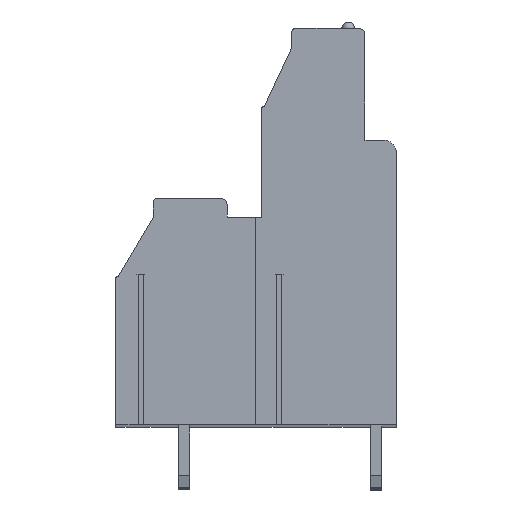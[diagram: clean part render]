
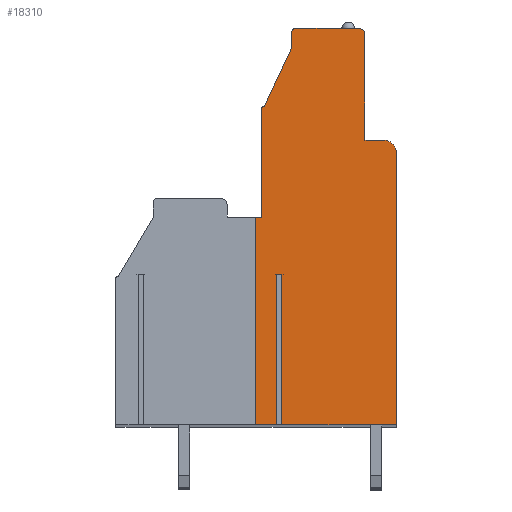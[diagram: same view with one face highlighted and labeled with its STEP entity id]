
A CAD part, top view. The second image highlights one B-rep face of the part: STEP entity #18310.
In plain terms, the highlighted planar face has unit normal (0, 0, 1).
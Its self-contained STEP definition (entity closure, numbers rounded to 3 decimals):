
#13=DIRECTION('',(0.,-1.,0.));
#14=VECTOR('',#13,8.6);
#15=CARTESIAN_POINT('',(-5.15,8.6,93.98));
#16=LINE('',#15,#14);
#17=CARTESIAN_POINT('',(-4.95,8.6,93.98));
#18=DIRECTION('',(0.,0.,1.));
#19=DIRECTION('',(0.,1.,0.));
#20=AXIS2_PLACEMENT_3D('',#17,#18,#19);
#22=DIRECTION('',(-0.424,-0.906,0.));
#23=VECTOR('',#22,5.189);
#24=CARTESIAN_POINT('',(-2.75,13.5,93.98));
#25=LINE('',#24,#23);
#26=DIRECTION('',(0.,-1.,0.));
#27=VECTOR('',#26,1.2);
#28=CARTESIAN_POINT('',(-2.75,14.7,93.98));
#29=LINE('',#28,#27);
#30=CARTESIAN_POINT('',(-2.45,14.7,93.98));
#31=DIRECTION('',(0.,0.,1.));
#32=DIRECTION('',(0.,1.,0.));
#33=AXIS2_PLACEMENT_3D('',#30,#31,#32);
#35=DIRECTION('',(-1.,0.,0.));
#36=VECTOR('',#35,5.);
#37=CARTESIAN_POINT('',(2.55,15.,93.98));
#38=LINE('',#37,#36);
#39=CARTESIAN_POINT('',(2.55,14.5,93.98));
#40=DIRECTION('',(0.,0.,1.));
#41=DIRECTION('',(1.,0.,0.));
#42=AXIS2_PLACEMENT_3D('',#39,#40,#41);
#44=DIRECTION('',(0.,1.,0.));
#45=VECTOR('',#44,8.4);
#46=CARTESIAN_POINT('',(3.05,6.1,93.98));
#47=LINE('',#46,#45);
#48=DIRECTION('',(-1.,0.,0.));
#49=VECTOR('',#48,1.5);
#50=CARTESIAN_POINT('',(4.55,6.1,93.98));
#51=LINE('',#50,#49);
#52=CARTESIAN_POINT('',(4.55,5.1,93.98));
#53=DIRECTION('',(0.,0.,1.));
#54=DIRECTION('',(1.,0.,0.));
#55=AXIS2_PLACEMENT_3D('',#52,#53,#54);
#57=DIRECTION('',(0.,1.,0.));
#58=VECTOR('',#57,21.6);
#59=CARTESIAN_POINT('',(5.55,-16.5,93.98));
#60=LINE('',#59,#58);
#61=DIRECTION('',(0.,1.,0.));
#62=VECTOR('',#61,11.95);
#63=CARTESIAN_POINT('',(-3.56,-16.5,93.98));
#64=LINE('',#63,#62);
#65=DIRECTION('',(-1.,0.,0.));
#66=VECTOR('',#65,0.38);
#67=CARTESIAN_POINT('',(-3.56,-4.55,93.98));
#68=LINE('',#67,#66);
#69=DIRECTION('',(0.,1.,0.));
#70=VECTOR('',#69,11.95);
#71=CARTESIAN_POINT('',(-3.94,-16.5,93.98));
#72=LINE('',#71,#70);
#77=DIRECTION('',(0.,-1.,0.));
#78=VECTOR('',#77,16.5);
#79=CARTESIAN_POINT('',(-5.65,0.,93.98));
#80=LINE('',#79,#78);
#174=DIRECTION('',(1.,0.,0.));
#175=VECTOR('',#174,1.71);
#176=CARTESIAN_POINT('',(-5.65,-16.5,93.98));
#177=LINE('',#176,#175);
#200=DIRECTION('',(1.,0.,0.));
#201=VECTOR('',#200,9.11);
#202=CARTESIAN_POINT('',(-3.56,-16.5,93.98));
#203=LINE('',#202,#201);
#1450=DIRECTION('',(-1.,0.,0.));
#1451=VECTOR('',#1450,0.5);
#1452=CARTESIAN_POINT('',(-5.15,0.,93.98));
#1453=LINE('',#1452,#1451);
#14099=CARTESIAN_POINT('',(5.55,-16.5,93.98));
#14100=CARTESIAN_POINT('',(5.55,5.1,93.98));
#14101=VERTEX_POINT('',#14099);
#14102=VERTEX_POINT('',#14100);
#14103=CARTESIAN_POINT('',(4.55,6.1,93.98));
#14104=VERTEX_POINT('',#14103);
#14105=CARTESIAN_POINT('',(3.05,6.1,93.98));
#14106=VERTEX_POINT('',#14105);
#14107=CARTESIAN_POINT('',(3.05,14.5,93.98));
#14108=VERTEX_POINT('',#14107);
#14109=CARTESIAN_POINT('',(2.55,15.,93.98));
#14110=VERTEX_POINT('',#14109);
#14111=CARTESIAN_POINT('',(-2.45,15.,93.98));
#14112=VERTEX_POINT('',#14111);
#14113=CARTESIAN_POINT('',(-2.75,14.7,93.98));
#14114=VERTEX_POINT('',#14113);
#14115=CARTESIAN_POINT('',(-2.75,13.5,93.98));
#14116=VERTEX_POINT('',#14115);
#14117=CARTESIAN_POINT('',(-4.95,8.8,93.98));
#14118=VERTEX_POINT('',#14117);
#14119=CARTESIAN_POINT('',(-5.15,8.6,93.98));
#14120=VERTEX_POINT('',#14119);
#14121=CARTESIAN_POINT('',(-5.15,0.,93.98));
#14122=VERTEX_POINT('',#14121);
#14167=CARTESIAN_POINT('',(-3.56,-4.55,93.98));
#14168=CARTESIAN_POINT('',(-3.94,-4.55,93.98));
#14169=VERTEX_POINT('',#14167);
#14170=VERTEX_POINT('',#14168);
#14171=CARTESIAN_POINT('',(-3.94,-16.5,93.98));
#14172=VERTEX_POINT('',#14171);
#14173=CARTESIAN_POINT('',(-3.56,-16.5,93.98));
#14174=VERTEX_POINT('',#14173);
#14341=CARTESIAN_POINT('',(-5.65,-16.5,93.98));
#14343=VERTEX_POINT('',#14341);
#14345=CARTESIAN_POINT('',(-5.65,0.,93.98));
#14346=VERTEX_POINT('',#14345);
#18267=CARTESIAN_POINT('',(0.,0.,93.98));
#18268=DIRECTION('',(0.,0.,1.));
#18269=DIRECTION('',(1.,0.,0.));
#18270=AXIS2_PLACEMENT_3D('',#18267,#18268,#18269);
#18271=PLANE('',#18270);
#18273=ORIENTED_EDGE('',*,*,#18272,.F.);
#18275=ORIENTED_EDGE('',*,*,#18274,.F.);
#18277=ORIENTED_EDGE('',*,*,#18276,.F.);
#18279=ORIENTED_EDGE('',*,*,#18278,.F.);
#18281=ORIENTED_EDGE('',*,*,#18280,.F.);
#18283=ORIENTED_EDGE('',*,*,#18282,.F.);
#18285=ORIENTED_EDGE('',*,*,#18284,.F.);
#18287=ORIENTED_EDGE('',*,*,#18286,.F.);
#18289=ORIENTED_EDGE('',*,*,#18288,.F.);
#18291=ORIENTED_EDGE('',*,*,#18290,.F.);
#18293=ORIENTED_EDGE('',*,*,#18292,.F.);
#18295=ORIENTED_EDGE('',*,*,#18294,.F.);
#18297=ORIENTED_EDGE('',*,*,#18296,.F.);
#18299=ORIENTED_EDGE('',*,*,#18298,.F.);
#18301=ORIENTED_EDGE('',*,*,#18300,.T.);
#18303=ORIENTED_EDGE('',*,*,#18302,.T.);
#18305=ORIENTED_EDGE('',*,*,#18304,.F.);
#18307=ORIENTED_EDGE('',*,*,#18306,.F.);
#18308=EDGE_LOOP('',(#18273,#18275,#18277,#18279,#18281,#18283,#18285,#18287,
#18289,#18291,#18293,#18295,#18297,#18299,#18301,#18303,#18305,#18307));
#18309=FACE_OUTER_BOUND('',#18308,.F.);
#21=CIRCLE('',#20,0.2);
#34=CIRCLE('',#33,0.3);
#43=CIRCLE('',#42,0.5);
#56=CIRCLE('',#55,1.);
#18272=EDGE_CURVE('',#14346,#14343,#80,.T.);
#18274=EDGE_CURVE('',#14122,#14346,#1453,.T.);
#18276=EDGE_CURVE('',#14120,#14122,#16,.T.);
#18278=EDGE_CURVE('',#14118,#14120,#21,.T.);
#18280=EDGE_CURVE('',#14116,#14118,#25,.T.);
#18282=EDGE_CURVE('',#14114,#14116,#29,.T.);
#18284=EDGE_CURVE('',#14112,#14114,#34,.T.);
#18286=EDGE_CURVE('',#14110,#14112,#38,.T.);
#18288=EDGE_CURVE('',#14108,#14110,#43,.T.);
#18290=EDGE_CURVE('',#14106,#14108,#47,.T.);
#18292=EDGE_CURVE('',#14104,#14106,#51,.T.);
#18294=EDGE_CURVE('',#14102,#14104,#56,.T.);
#18296=EDGE_CURVE('',#14101,#14102,#60,.T.);
#18298=EDGE_CURVE('',#14174,#14101,#203,.T.);
#18300=EDGE_CURVE('',#14174,#14169,#64,.T.);
#18302=EDGE_CURVE('',#14169,#14170,#68,.T.);
#18304=EDGE_CURVE('',#14172,#14170,#72,.T.);
#18306=EDGE_CURVE('',#14343,#14172,#177,.T.);
#18310=ADVANCED_FACE('',(#18309),#18271,.T.);
